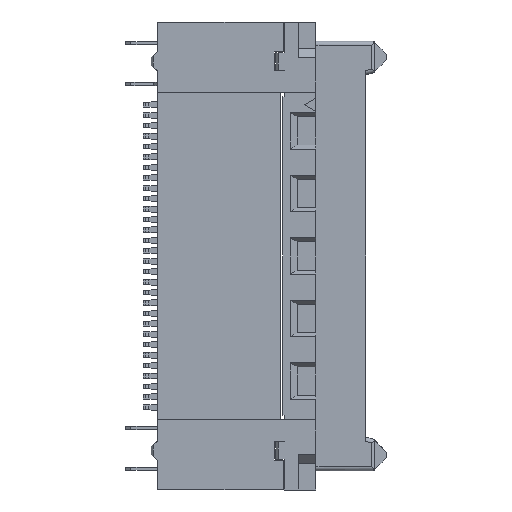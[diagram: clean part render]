
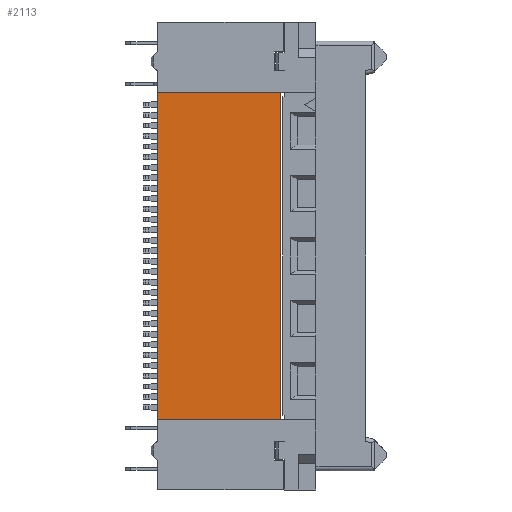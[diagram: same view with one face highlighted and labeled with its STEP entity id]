
A CAD part, left-side view. The second image highlights one B-rep face of the part: STEP entity #2113.
In plain terms, the highlighted planar face has unit normal (-1, 0, 0).
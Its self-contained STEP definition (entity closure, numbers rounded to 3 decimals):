
#2113=ADVANCED_FACE('',(#4778),#4779,.F.);
#4778=FACE_OUTER_BOUND('',#7925,.T.);
#4779=PLANE('',#7926);
#7925=EDGE_LOOP('',(#14704,#14705,#14706,#14707));
#7926=AXIS2_PLACEMENT_3D('',#14708,#14709,#14710);
#14704=ORIENTED_EDGE('',*,*,#21491,.T.);
#14705=ORIENTED_EDGE('',*,*,#19350,.T.);
#14706=ORIENTED_EDGE('',*,*,#20307,.F.);
#14707=ORIENTED_EDGE('',*,*,#21492,.T.);
#14708=CARTESIAN_POINT('',(-6.923,23.681,35.808));
#14709=DIRECTION('',(1.0,0.0,0.0));
#14710=DIRECTION('',(0.0,1.0,-0.0));
#19350=EDGE_CURVE('',#23338,#23336,#23339,.T.);
#20307=EDGE_CURVE('',#24796,#23336,#24797,.T.);
#21491=EDGE_CURVE('',#26612,#23338,#26613,.T.);
#21492=EDGE_CURVE('',#24796,#26612,#26614,.T.);
#23336=VERTEX_POINT('',#29221);
#23338=VERTEX_POINT('',#29224);
#23339=LINE('',#29225,#29226);
#24796=VERTEX_POINT('',#31342);
#24797=LINE('',#31343,#31344);
#26612=VERTEX_POINT('',#33982);
#26613=LINE('',#33983,#33984);
#26614=LINE('',#33985,#33986);
#29221=CARTESIAN_POINT('',(-6.923,23.681,28.175));
#29224=CARTESIAN_POINT('',(-6.923,14.231,28.175));
#29225=CARTESIAN_POINT('',(-6.923,14.331,28.175));
#29226=VECTOR('',#37354,1.0);
#31342=CARTESIAN_POINT('',(-6.923,23.681,3.025));
#31343=CARTESIAN_POINT('',(-6.923,23.681,-16.2));
#31344=VECTOR('',#38203,1.0);
#33982=CARTESIAN_POINT('',(-6.923,14.231,3.025));
#33983=CARTESIAN_POINT('',(-6.923,14.231,23.8));
#33984=VECTOR('',#39273,1.0);
#33985=CARTESIAN_POINT('',(-6.923,14.331,3.025));
#33986=VECTOR('',#39274,1.0);
#37354=DIRECTION('',(0.0,1.0,0.0));
#38203=DIRECTION('',(0.0,0.0,1.0));
#39273=DIRECTION('',(0.0,0.0,1.0));
#39274=DIRECTION('',(0.0,-1.0,0.0));
